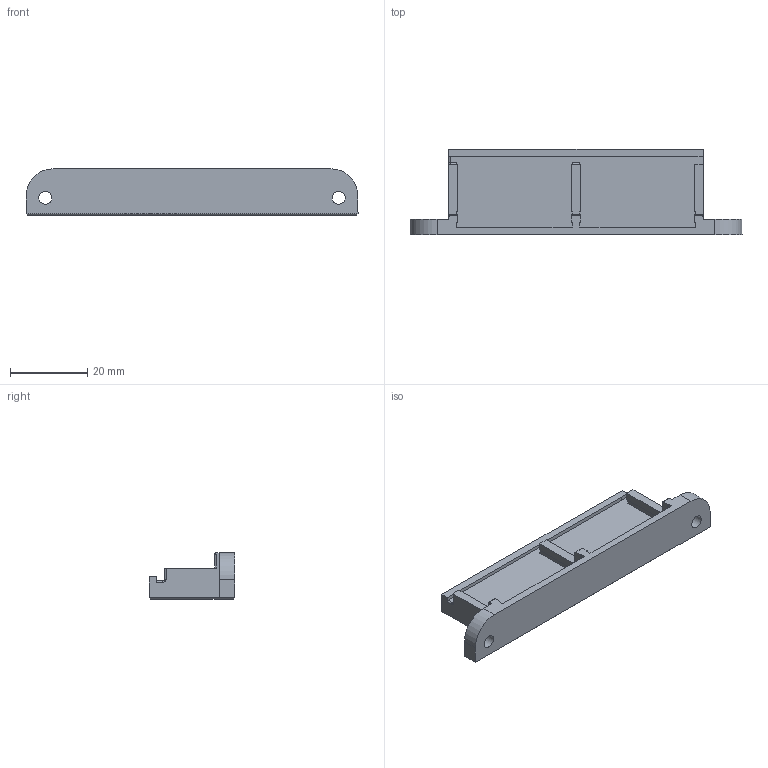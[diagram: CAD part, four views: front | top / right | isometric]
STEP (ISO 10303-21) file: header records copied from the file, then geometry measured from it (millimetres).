
FILE_DESCRIPTION(/* description */ (''),/* implementation_level */ '2;1');
FILE_NAME(/* name */ '1515 WAGO 5-2 Mount.step',/* time_stamp */ '2024-08-24T10:45:22-05:00',/* author */ (''),/* organization */ (''),/* preprocessor_version */ 'ST-DEVELOPER v20',/* originating_system */ 'Autodesk Translation Framework v13.14.0.145',/* authorisation */ '');
FILE_SCHEMA (('AUTOMOTIVE_DESIGN { 1 0 10303 214 3 1 1 }'));
Length unit declared in the file: millimetre
Products named in the file (1): 1515 WAGO 5-2 Mount
Bounding box: 86.01 x 22.25 x 12 mm (x, y, z)
Volume: 9343.9 mm3; surface area: 5902.1 mm2
Topology: 1 solids, 1 shells, 83 faces, 223 edges, 142 vertices
Faces by surface type: plane 65, cylinder 15, sphere 2, torus 1
Full cylindrical faces by diameter (mm): 3.4 x2
Entity records: 2596 total; most frequent: CARTESIAN_POINT 449, ORIENTED_EDGE 446, DIRECTION 422, EDGE_CURVE 223, LINE 192, VECTOR 192, VERTEX_POINT 142, AXIS2_PLACEMENT_3D 115
